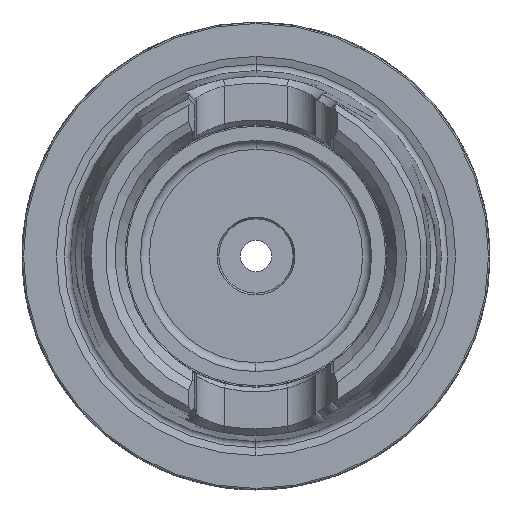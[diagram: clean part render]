
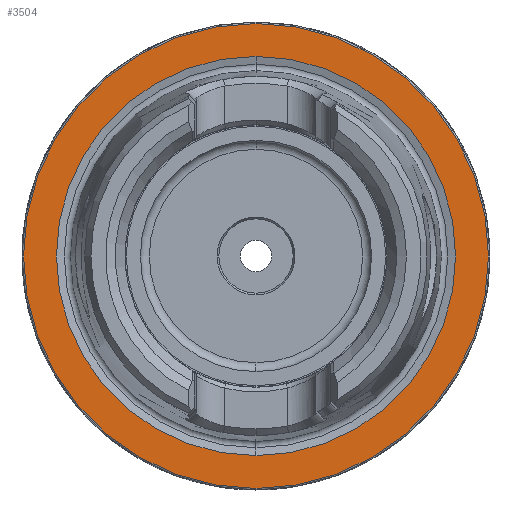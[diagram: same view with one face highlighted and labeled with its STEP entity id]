
A CAD part, left-side view. The second image highlights one B-rep face of the part: STEP entity #3504.
In plain terms, the highlighted planar face has unit normal (-1, 0, 0).
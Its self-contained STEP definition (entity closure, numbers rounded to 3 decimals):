
#1007 = CARTESIAN_POINT ( 'NONE',  ( 0., 0., -31.275 ) ) ;
#1365 = EDGE_LOOP ( 'NONE', ( #4017, #6051 ) ) ;
#1541 = DIRECTION ( 'NONE',  ( 0., 0., 1. ) ) ;
#1619 = DIRECTION ( 'NONE',  ( -1., 0., 0. ) ) ;
#1712 = CARTESIAN_POINT ( 'NONE',  ( 0., 0., 26.85 ) ) ;
#1791 = CARTESIAN_POINT ( 'NONE',  ( 0., 0., 0. ) ) ;
#2503 = CARTESIAN_POINT ( 'NONE',  ( 0., 0., -26.85 ) ) ;
#3055 = VERTEX_POINT ( 'NONE', #2503 ) ;
#3504 = ADVANCED_FACE ( 'NONE', ( #6482, #7183 ), #8066, .F. ) ;
#3534 = DIRECTION ( 'NONE',  ( 0., 0., 1. ) ) ;
#3562 = DIRECTION ( 'NONE',  ( -1., 0., 0. ) ) ;
#3571 = CARTESIAN_POINT ( 'NONE',  ( 0., 0., 0. ) ) ;
#4017 = ORIENTED_EDGE ( 'NONE', *, *, #8521, .T. ) ;
#4104 = EDGE_CURVE ( 'NONE', #8414, #6789, #9904, .T. ) ;
#4860 = EDGE_CURVE ( 'NONE', #7199, #3055, #11243, .T. ) ;
#4938 = AXIS2_PLACEMENT_3D ( 'NONE', #11238, #11221, #8483 ) ;
#5462 = EDGE_CURVE ( 'NONE', #3055, #7199, #11193, .T. ) ;
#5595 = ORIENTED_EDGE ( 'NONE', *, *, #4860, .F. ) ;
#5760 = CARTESIAN_POINT ( 'NONE',  ( 0., 0., 31.275 ) ) ;
#6051 = ORIENTED_EDGE ( 'NONE', *, *, #4104, .T. ) ;
#6170 = AXIS2_PLACEMENT_3D ( 'NONE', #3571, #3562, #3534 ) ;
#6464 = ORIENTED_EDGE ( 'NONE', *, *, #5462, .F. ) ;
#6482 = FACE_BOUND ( 'NONE', #9291, .T. ) ;
#6789 = VERTEX_POINT ( 'NONE', #5760 ) ;
#7183 = FACE_OUTER_BOUND ( 'NONE', #1365, .T. ) ;
#7199 = VERTEX_POINT ( 'NONE', #1712 ) ;
#7483 = DIRECTION ( 'NONE',  ( 0., 0., -1. ) ) ;
#7532 = DIRECTION ( 'NONE',  ( 1., 0., 0. ) ) ;
#7763 = CARTESIAN_POINT ( 'NONE',  ( 0., 31.275, 0. ) ) ;
#8066 = PLANE ( 'NONE',  #10511 ) ;
#8182 = AXIS2_PLACEMENT_3D ( 'NONE', #8400, #8330, #8315 ) ;
#8315 = DIRECTION ( 'NONE',  ( 0., 0., 1. ) ) ;
#8330 = DIRECTION ( 'NONE',  ( -1., 0., 0. ) ) ;
#8400 = CARTESIAN_POINT ( 'NONE',  ( 0., 0., 0. ) ) ;
#8414 = VERTEX_POINT ( 'NONE', #1007 ) ;
#8483 = DIRECTION ( 'NONE',  ( 0., 0., 1. ) ) ;
#8521 = EDGE_CURVE ( 'NONE', #6789, #8414, #11148, .T. ) ;
#9291 = EDGE_LOOP ( 'NONE', ( #5595, #6464 ) ) ;
#9904 = CIRCLE ( 'NONE', #10050, 31.275 ) ;
#10050 = AXIS2_PLACEMENT_3D ( 'NONE', #1791, #1619, #1541 ) ;
#10511 = AXIS2_PLACEMENT_3D ( 'NONE', #7763, #7532, #7483 ) ;
#11148 = CIRCLE ( 'NONE', #8182, 31.275 ) ;
#11193 = CIRCLE ( 'NONE', #6170, 26.85 ) ;
#11221 = DIRECTION ( 'NONE',  ( -1., 0., 0. ) ) ;
#11238 = CARTESIAN_POINT ( 'NONE',  ( 0., 0., 0. ) ) ;
#11243 = CIRCLE ( 'NONE', #4938, 26.85 ) ;
